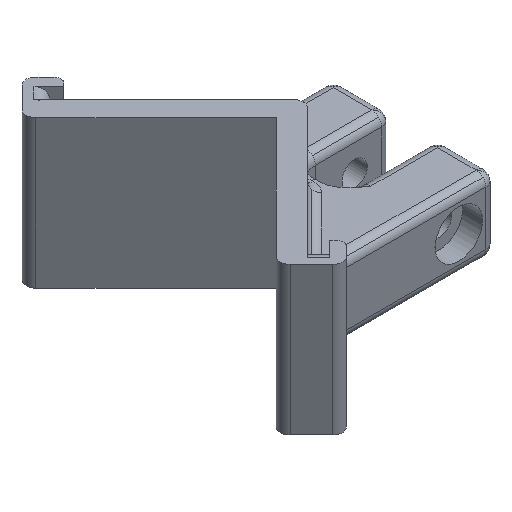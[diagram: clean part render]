
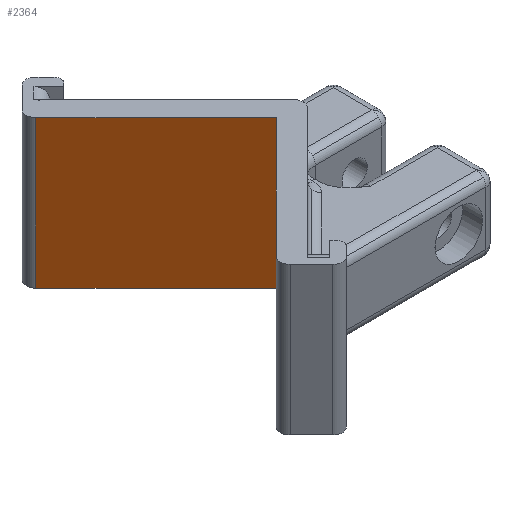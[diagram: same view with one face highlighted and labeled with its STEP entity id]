
A CAD part, isometric view. The second image highlights one B-rep face of the part: STEP entity #2364.
In plain terms, the highlighted planar face has unit normal (-0.707, -0.707, 0).
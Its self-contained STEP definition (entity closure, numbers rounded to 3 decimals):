
#169=PLANE('',#2554);
#237=VECTOR('',#2813,1.);
#252=VECTOR('',#2849,1.);
#304=VECTOR('',#2992,1.);
#305=VECTOR('',#2994,1.);
#413=LINE('',#3590,#237);
#428=LINE('',#3642,#252);
#480=LINE('',#3863,#304);
#481=LINE('',#3865,#305);
#602=VERTEX_POINT('',#3589);
#603=VERTEX_POINT('',#3591);
#628=VERTEX_POINT('',#3641);
#629=VERTEX_POINT('',#3643);
#959=EDGE_CURVE('',#602,#603,#413,.T.);
#986=EDGE_CURVE('',#628,#629,#428,.T.);
#1072=EDGE_CURVE('',#603,#628,#480,.T.);
#1073=EDGE_CURVE('',#602,#629,#481,.T.);
#1507=ORIENTED_EDGE('',*,*,#1072,.F.);
#1508=ORIENTED_EDGE('',*,*,#959,.F.);
#1509=ORIENTED_EDGE('',*,*,#1073,.T.);
#1510=ORIENTED_EDGE('',*,*,#986,.F.);
#2060=EDGE_LOOP('',(#1507,#1508,#1509,#1510));
#2212=FACE_BOUND('',#2060,.T.);
#2364=ADVANCED_FACE('',(#2212),#169,.T.);
#2554=AXIS2_PLACEMENT_3D('',#3864,#2993,$);
#2813=DIRECTION('',(-0.707,0.707,0.));
#2849=DIRECTION('',(0.707,-0.707,0.));
#2992=DIRECTION('',(0.,0.,1.));
#2993=DIRECTION('',(-0.707,-0.707,0.));
#2994=DIRECTION('',(0.,0.,1.));
#3589=CARTESIAN_POINT('',(-6.081,0.,0.));
#3590=CARTESIAN_POINT('',(-6.081,0.,0.));
#3591=CARTESIAN_POINT('',(-30.476,24.395,0.));
#3641=CARTESIAN_POINT('',(-30.476,24.395,30.));
#3642=CARTESIAN_POINT('',(-30.476,24.395,30.));
#3643=CARTESIAN_POINT('',(-6.081,0.,30.));
#3863=CARTESIAN_POINT('',(-30.476,24.395,0.));
#3864=CARTESIAN_POINT('',(-31.89,25.809,0.));
#3865=CARTESIAN_POINT('',(-6.081,0.,0.));
